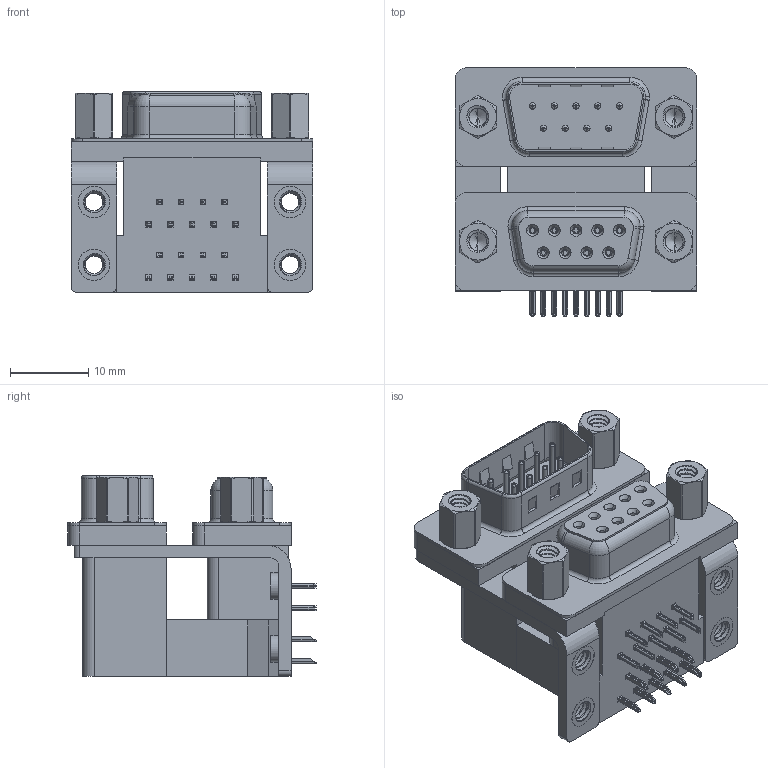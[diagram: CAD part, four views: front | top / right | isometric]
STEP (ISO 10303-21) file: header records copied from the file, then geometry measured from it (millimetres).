
FILE_DESCRIPTION (( 'STEP AP203' ), '1' );
FILE_NAME ('663-009-264-053.STEP', '2022-06-17T21:24:53', ( '' ), ( '' ), 'SwSTEP 2.0', 'SolidWorks 2020', '' );
FILE_SCHEMA (( 'CONFIG_CONTROL_DESIGN' ));
Length unit declared in the file: millimetre
Products named in the file (14): 663 Contact Top Lower; 663 4-40 Threaded Board Mount; 663 Mounting Bracket_ThruL; 663-009-264-053; 663 Housing Spacer_09 Contacts L; 663 Threaded Rivet_4-40; 663 Housing Lower_09 Contacts; 663 Contact Bottom Upper_L; 663 Housing Upper_09 Contacts L; 663 4-40 Hex Standoff 5; 663 Shell Receptacle_09 Contacts; 663 Shell Plug_09 Contacts; 663 Contact Top Upper_L; 663 Contact Bottom Lower
Assembly tree (37 placements, depth 2):
  663-009-264-053
    663 Housing Lower_09 Contacts
    663 Housing Spacer_09 Contacts L
    663 Housing Upper_09 Contacts L
    663 Shell Receptacle_09 Contacts
    663 Shell Plug_09 Contacts
    663 Contact Bottom Lower  x4
    663 Contact Top Lower  x5
    663 Contact Bottom Upper_L  x4
    663 Contact Top Upper_L  x5
    663 Mounting Bracket_ThruL  x2
    663 4-40 Threaded Board Mount  x4
    663 Threaded Rivet_4-40  x4
    663 4-40 Hex Standoff 5  x4
Bounding box: 30.81 x 31.61 x 25.6 mm (x, y, z)
Volume: 10823.9 mm3; surface area: 13290.7 mm2
Topology: 37 solids, 37 shells, 2921 faces, 7515 edges, 4721 vertices
Faces by surface type: plane 1319, cylinder 915, bspline 356, cone 208, torus 123
Entity records: 44352 total; most frequent: CARTESIAN_POINT 15456, ORIENTED_EDGE 5722, DIRECTION 5284, EDGE_CURVE 2861, VERTEX_POINT 1819, AXIS2_PLACEMENT_3D 1765, LINE 1754, VECTOR 1754
